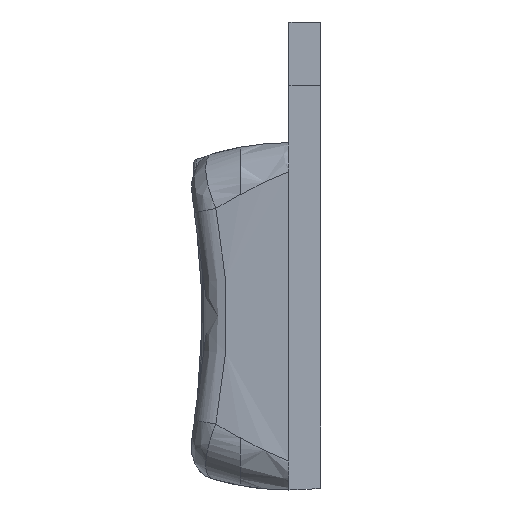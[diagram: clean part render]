
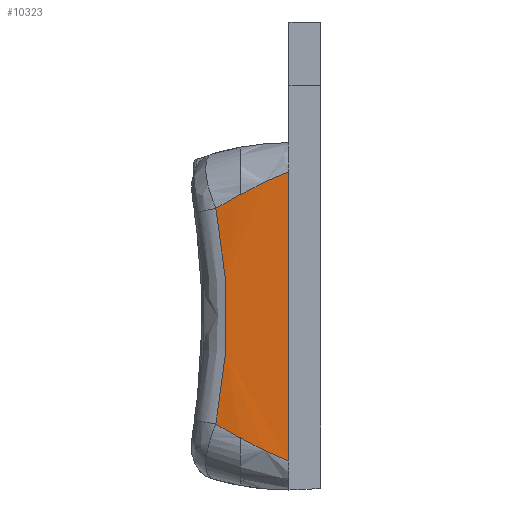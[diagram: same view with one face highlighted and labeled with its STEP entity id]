
A CAD part, left-side view. The second image highlights one B-rep face of the part: STEP entity #10323.
In plain terms, the highlighted free-form (B-spline) face has degree [1, 2] with [2, 3] control points.
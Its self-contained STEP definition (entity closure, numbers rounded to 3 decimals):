
#47=(
BOUNDED_SURFACE()
B_SPLINE_SURFACE(1,2,((#18359,#18360,#18361),(#18362,#18363,#18364)),
 .UNSPECIFIED.,.F.,.F.,.F.)
B_SPLINE_SURFACE_WITH_KNOTS((2,2),(3,3),(-0.33,0.33),
(-1.738,-1.571),.UNSPECIFIED.)
GEOMETRIC_REPRESENTATION_ITEM()
RATIONAL_B_SPLINE_SURFACE(((1.,0.996,1.),(1.,0.996,
1.)))
REPRESENTATION_ITEM('')
SURFACE()
);
#357=B_SPLINE_CURVE_WITH_KNOTS('',3,(#17328,#17329,#17330,#17331),
 .UNSPECIFIED.,.F.,.F.,(4,4),(0.054,0.188),
 .UNSPECIFIED.);
#359=B_SPLINE_CURVE_WITH_KNOTS('',3,(#17380,#17381,#17382,#17383),
 .UNSPECIFIED.,.F.,.F.,(4,4),(-0.188,-0.054),
 .UNSPECIFIED.);
#362=B_SPLINE_CURVE_WITH_KNOTS('',3,(#17466,#17467,#17468,#17469),
 .UNSPECIFIED.,.F.,.F.,(4,4),(-1.116,0.),
 .UNSPECIFIED.);
#406=B_SPLINE_CURVE_WITH_KNOTS('',3,(#18365,#18366,#18367,#18368),
 .UNSPECIFIED.,.F.,.F.,(4,4),(0.,0.259),.UNSPECIFIED.);
#407=B_SPLINE_CURVE_WITH_KNOTS('',3,(#18369,#18370,#18371,#18372),
 .UNSPECIFIED.,.F.,.F.,(4,4),(0.146,0.404),
 .UNSPECIFIED.);
#853=FACE_OUTER_BOUND('',#1447,.T.);
#1447=EDGE_LOOP('',(#7905,#7906,#7907,#7908,#7909,#7910,#7911,#7912));
#2279=LINE('',#16618,#3335);
#2312=LINE('',#16882,#3368);
#2314=LINE('',#16907,#3370);
#3335=VECTOR('',#12051,9.19);
#3368=VECTOR('',#12094,9.19);
#3370=VECTOR('',#12100,9.19);
#4442=VERTEX_POINT('',#16609);
#4443=VERTEX_POINT('',#16617);
#4481=VERTEX_POINT('',#16868);
#4483=VERTEX_POINT('',#16874);
#4488=VERTEX_POINT('',#16901);
#4489=VERTEX_POINT('',#16906);
#4515=VERTEX_POINT('',#17309);
#4516=VERTEX_POINT('',#17368);
#5625=EDGE_CURVE('',#4442,#4443,#2279,.T.);
#5668=EDGE_CURVE('',#4483,#4481,#2312,.T.);
#5673=EDGE_CURVE('',#4488,#4489,#2314,.T.);
#5706=EDGE_CURVE('',#4489,#4515,#357,.T.);
#5708=EDGE_CURVE('',#4516,#4483,#359,.T.);
#5713=EDGE_CURVE('',#4515,#4516,#362,.T.);
#5773=EDGE_CURVE('',#4443,#4488,#406,.T.);
#5774=EDGE_CURVE('',#4481,#4442,#407,.T.);
#7905=ORIENTED_EDGE('',*,*,#5773,.F.);
#7906=ORIENTED_EDGE('',*,*,#5625,.F.);
#7907=ORIENTED_EDGE('',*,*,#5774,.F.);
#7908=ORIENTED_EDGE('',*,*,#5668,.F.);
#7909=ORIENTED_EDGE('',*,*,#5708,.F.);
#7910=ORIENTED_EDGE('',*,*,#5713,.F.);
#7911=ORIENTED_EDGE('',*,*,#5706,.F.);
#7912=ORIENTED_EDGE('',*,*,#5673,.F.);
#10323=ADVANCED_FACE('',(#853),#47,.F.);
#12051=DIRECTION('',(0.,0.,-1.));
#12094=DIRECTION('',(0.,0.,-1.));
#12100=DIRECTION('',(0.,0.,-1.));
#16609=CARTESIAN_POINT('',(-102.625,3.5,-148.778));
#16617=CARTESIAN_POINT('',(-102.625,3.5,-162.471));
#16618=CARTESIAN_POINT('',(-102.625,3.5,-155.625));
#16868=CARTESIAN_POINT('',(-102.501,5.8,-149.869));
#16874=CARTESIAN_POINT('',(-102.501,5.8,-149.84));
#16882=CARTESIAN_POINT('',(-102.501,5.8,-155.625));
#16901=CARTESIAN_POINT('',(-102.501,5.8,-161.381));
#16906=CARTESIAN_POINT('',(-102.501,5.8,-161.409));
#16907=CARTESIAN_POINT('',(-102.501,5.8,-155.625));
#17309=CARTESIAN_POINT('',(-102.342,6.961,-160.727));
#17328=CARTESIAN_POINT('Ctrl Pts',(-102.501,5.8,-161.409));
#17329=CARTESIAN_POINT('Ctrl Pts',(-102.457,6.199,-161.199));
#17330=CARTESIAN_POINT('Ctrl Pts',(-102.404,6.587,-160.971));
#17331=CARTESIAN_POINT('Ctrl Pts',(-102.342,6.961,-160.727));
#17368=CARTESIAN_POINT('',(-102.342,6.961,-150.522));
#17380=CARTESIAN_POINT('Ctrl Pts',(-102.342,6.961,-150.522));
#17381=CARTESIAN_POINT('Ctrl Pts',(-102.404,6.587,-150.278));
#17382=CARTESIAN_POINT('Ctrl Pts',(-102.457,6.199,-150.05));
#17383=CARTESIAN_POINT('Ctrl Pts',(-102.501,5.8,-149.84));
#17466=CARTESIAN_POINT('Ctrl Pts',(-102.342,6.961,-160.727));
#17467=CARTESIAN_POINT('Ctrl Pts',(-102.456,6.268,-157.362));
#17468=CARTESIAN_POINT('Ctrl Pts',(-102.456,6.268,-153.888));
#17469=CARTESIAN_POINT('Ctrl Pts',(-102.342,6.961,-150.522));
#18359=CARTESIAN_POINT('Ctrl Pts',(-102.342,6.961,-162.471));
#18360=CARTESIAN_POINT('Ctrl Pts',(-102.625,5.243,-162.471));
#18361=CARTESIAN_POINT('Ctrl Pts',(-102.625,3.5,-162.471));
#18362=CARTESIAN_POINT('Ctrl Pts',(-102.342,6.961,-148.778));
#18363=CARTESIAN_POINT('Ctrl Pts',(-102.625,5.243,-148.778));
#18364=CARTESIAN_POINT('Ctrl Pts',(-102.625,3.5,-148.778));
#18365=CARTESIAN_POINT('Ctrl Pts',(-102.625,3.5,-162.471));
#18366=CARTESIAN_POINT('Ctrl Pts',(-102.625,4.292,-162.177));
#18367=CARTESIAN_POINT('Ctrl Pts',(-102.581,5.066,-161.809));
#18368=CARTESIAN_POINT('Ctrl Pts',(-102.501,5.8,-161.381));
#18369=CARTESIAN_POINT('Ctrl Pts',(-102.501,5.8,-149.869));
#18370=CARTESIAN_POINT('Ctrl Pts',(-102.581,5.066,-149.44));
#18371=CARTESIAN_POINT('Ctrl Pts',(-102.625,4.292,-149.072));
#18372=CARTESIAN_POINT('Ctrl Pts',(-102.625,3.5,-148.778));
